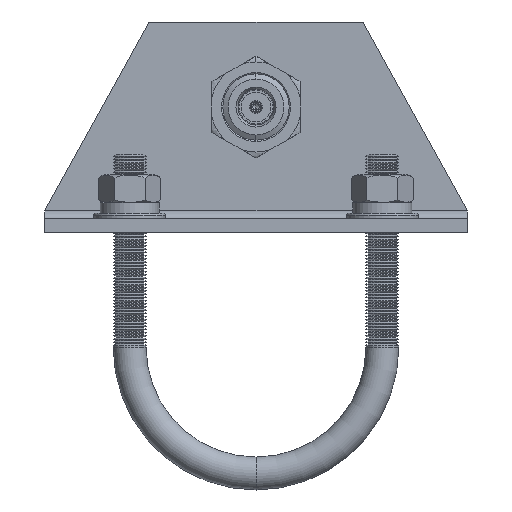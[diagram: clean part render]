
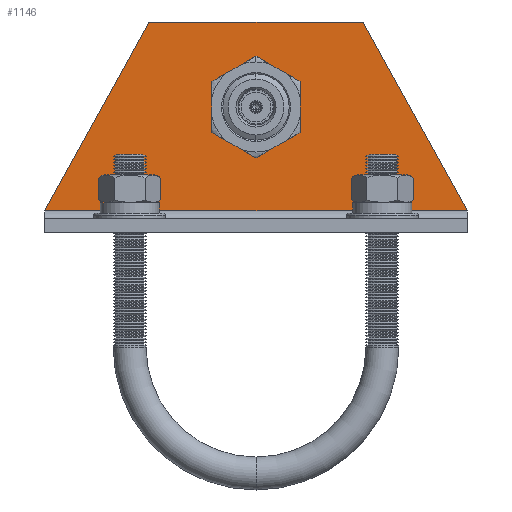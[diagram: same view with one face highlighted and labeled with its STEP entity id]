
A CAD part, front view. The second image highlights one B-rep face of the part: STEP entity #1146.
In plain terms, the highlighted face is planar.
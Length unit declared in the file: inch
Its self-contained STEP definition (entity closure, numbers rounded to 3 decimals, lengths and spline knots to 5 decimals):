
#464 = VERTEX_POINT ( 'NONE', #25737 ) ;
#1146 = ADVANCED_FACE ( 'NONE', ( #10749, #10753 ), #9736, .F. ) ;
#1961 = EDGE_CURVE ( 'NONE', #6075, #6076, #14424, .T. ) ;
#1974 = EDGE_CURVE ( 'NONE', #6034, #6083, #14449, .T. ) ;
#1976 = EDGE_CURVE ( 'NONE', #6076, #6075, #14453, .T. ) ;
#1977 = EDGE_CURVE ( 'NONE', #5982, #6083, #14455, .T. ) ;
#1978 = EDGE_CURVE ( 'NONE', #464, #5982, #14456, .T. ) ;
#1979 = EDGE_CURVE ( 'NONE', #6034, #464, #14451, .T. ) ;
#5982 = VERTEX_POINT ( 'NONE', #31340 ) ;
#6034 = VERTEX_POINT ( 'NONE', #31392 ) ;
#6075 = VERTEX_POINT ( 'NONE', #31433 ) ;
#6076 = VERTEX_POINT ( 'NONE', #31434 ) ;
#6083 = VERTEX_POINT ( 'NONE', #31441 ) ;
#6634 = EDGE_LOOP ( 'NONE', ( #26791, #26789 ) ) ;
#6648 = EDGE_LOOP ( 'NONE', ( #26787, #26786, #26784, #26782 ) ) ;
#7797 = AXIS2_PLACEMENT_3D ( 'NONE', #9744, #9745, #9746 ) ;
#9736 = PLANE ( 'NONE',  #7797 ) ;
#9744 = CARTESIAN_POINT ( 'NONE',  ( -0.127, 1.975, -1.965 ) ) ;
#9745 = DIRECTION ( 'NONE',  ( 1., 0., 0. ) ) ;
#9746 = DIRECTION ( 'NONE',  ( 0., 0., -1. ) ) ;
#10749 = FACE_BOUND ( 'NONE', #6634, .T. ) ;
#10753 = FACE_OUTER_BOUND ( 'NONE', #6648, .T. ) ;
#13407 = AXIS2_PLACEMENT_3D ( 'NONE', #16048, #16049, #16050 ) ;
#13412 = AXIS2_PLACEMENT_3D ( 'NONE', #16083, #16084, #16085 ) ;
#14424 = CIRCLE ( 'NONE', #13407, 0.3225 ) ;
#14449 = LINE ( 'NONE', #16077, #14452 ) ;
#14451 = LINE ( 'NONE', #16082, #14461 ) ;
#14452 = VECTOR ( 'NONE', #16079, 39.37008 ) ;
#14453 = CIRCLE ( 'NONE', #13412, 0.3225 ) ;
#14455 = LINE ( 'NONE', #16078, #14457 ) ;
#14456 = LINE ( 'NONE', #16086, #14459 ) ;
#14457 = VECTOR ( 'NONE', #16075, 39.37008 ) ;
#14459 = VECTOR ( 'NONE', #16088, 39.37008 ) ;
#14461 = VECTOR ( 'NONE', #16089, 39.37008 ) ;
#16048 = CARTESIAN_POINT ( 'NONE',  ( -0.127, 0., -1.1705 ) ) ;
#16049 = DIRECTION ( 'NONE',  ( -1., 0., 0. ) ) ;
#16050 = DIRECTION ( 'NONE',  ( 0., 0., -1. ) ) ;
#16075 = DIRECTION ( 'NONE',  ( 0., 0.484, -0.875 ) ) ;
#16077 = CARTESIAN_POINT ( 'NONE',  ( -0.127, 1.975, -1.965 ) ) ;
#16078 = CARTESIAN_POINT ( 'NONE',  ( -0.127, -1., -1.965 ) ) ;
#16079 = DIRECTION ( 'NONE',  ( 0., -1., 0. ) ) ;
#16082 = CARTESIAN_POINT ( 'NONE',  ( -0.127, 1., -1.965 ) ) ;
#16083 = CARTESIAN_POINT ( 'NONE',  ( -0.127, 0., -1.1705 ) ) ;
#16084 = DIRECTION ( 'NONE',  ( -1., 0., 0. ) ) ;
#16085 = DIRECTION ( 'NONE',  ( 0., 0., -1. ) ) ;
#16086 = CARTESIAN_POINT ( 'NONE',  ( -0.127, 1.975, -0.2 ) ) ;
#16088 = DIRECTION ( 'NONE',  ( 0., -1., 0. ) ) ;
#16089 = DIRECTION ( 'NONE',  ( 0., 0.484, 0.875 ) ) ;
#25737 = CARTESIAN_POINT ( 'NONE',  ( -0.127, 1.975, -0.2 ) ) ;
#26782 = ORIENTED_EDGE ( 'NONE', *, *, #1979, .F. ) ;
#26784 = ORIENTED_EDGE ( 'NONE', *, *, #1978, .F. ) ;
#26786 = ORIENTED_EDGE ( 'NONE', *, *, #1977, .F. ) ;
#26787 = ORIENTED_EDGE ( 'NONE', *, *, #1974, .T. ) ;
#26789 = ORIENTED_EDGE ( 'NONE', *, *, #1976, .F. ) ;
#26791 = ORIENTED_EDGE ( 'NONE', *, *, #1961, .F. ) ;
#31340 = CARTESIAN_POINT ( 'NONE',  ( -0.127, -1.975, -0.2 ) ) ;
#31392 = CARTESIAN_POINT ( 'NONE',  ( -0.127, 1., -1.965 ) ) ;
#31433 = CARTESIAN_POINT ( 'NONE',  ( -0.127, 0., -1.493 ) ) ;
#31434 = CARTESIAN_POINT ( 'NONE',  ( -0.127, 0., -0.848 ) ) ;
#31441 = CARTESIAN_POINT ( 'NONE',  ( -0.127, -1., -1.965 ) ) ;
